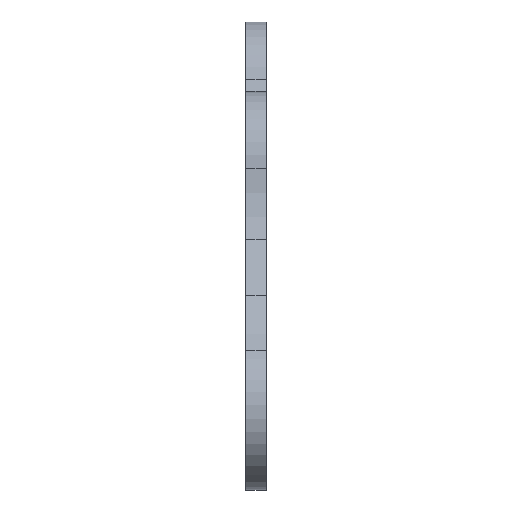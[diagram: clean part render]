
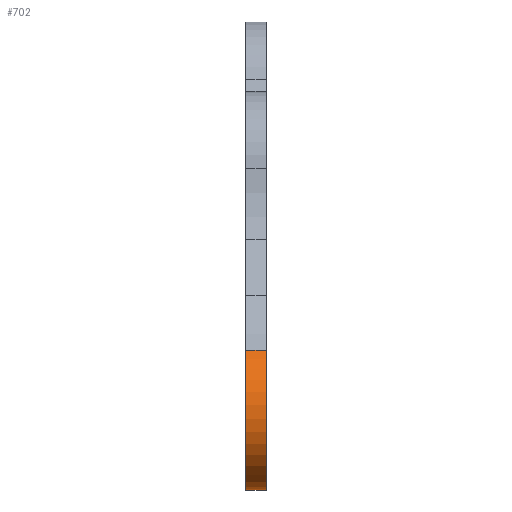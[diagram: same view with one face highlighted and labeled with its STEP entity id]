
A CAD part, front view. The second image highlights one B-rep face of the part: STEP entity #702.
In plain terms, the highlighted cylindrical face has radius 12.123 mm (diameter 24.245 mm), a partial arc.
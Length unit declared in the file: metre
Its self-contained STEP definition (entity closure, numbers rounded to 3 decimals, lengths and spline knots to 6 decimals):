
#33=LINE('',#1100,#68);
#34=LINE('',#1108,#69);
#68=VECTOR('',#867,1.);
#69=VECTOR('',#876,1.);
#110=ORIENTED_EDGE('',*,*,#298,.F.);
#111=ORIENTED_EDGE('',*,*,#296,.F.);
#112=ORIENTED_EDGE('',*,*,#299,.T.);
#113=ORIENTED_EDGE('',*,*,#300,.F.);
#296=EDGE_CURVE('',#389,#390,#33,.T.);
#298=EDGE_CURVE('',#390,#391,#459,.T.);
#299=EDGE_CURVE('',#389,#392,#460,.T.);
#300=EDGE_CURVE('',#391,#392,#34,.F.);
#389=VERTEX_POINT('',#1099);
#390=VERTEX_POINT('',#1101);
#391=VERTEX_POINT('',#1105);
#392=VERTEX_POINT('',#1107);
#459=CIRCLE('',#758,0.012123);
#460=CIRCLE('',#759,0.012123);
#518=EDGE_LOOP('',(#110,#111,#112,#113));
#595=FACE_BOUND('',#518,.T.);
#671=CYLINDRICAL_SURFACE('',#757,0.012123);
#702=ADVANCED_FACE('',(#595),#671,.T.);
#757=AXIS2_PLACEMENT_3D('',#1103,#870,#871);
#758=AXIS2_PLACEMENT_3D('',#1104,#872,#873);
#759=AXIS2_PLACEMENT_3D('',#1106,#874,#875);
#867=DIRECTION('',(-1.,0.,0.));
#870=DIRECTION('',(-1.,0.,0.));
#871=DIRECTION('',(0.,-0.208,-0.978));
#872=DIRECTION('',(-1.,0.,0.));
#873=DIRECTION('',(0.,0.208,0.978));
#874=DIRECTION('',(-1.,0.,0.));
#875=DIRECTION('',(0.,0.208,0.978));
#876=DIRECTION('',(-1.,0.,0.));
#1099=CARTESIAN_POINT('',(-0.018617,0.605648,-0.012992));
#1100=CARTESIAN_POINT('',(-0.015731,0.605648,-0.012992));
#1101=CARTESIAN_POINT('',(-0.021792,0.605648,-0.012992));
#1103=CARTESIAN_POINT('',(-0.015731,0.593525,-0.013006));
#1104=CARTESIAN_POINT('',(-0.021792,0.593525,-0.013006));
#1105=CARTESIAN_POINT('',(-0.021792,0.586479,-0.003141));
#1106=CARTESIAN_POINT('',(-0.018617,0.593525,-0.013006));
#1107=CARTESIAN_POINT('',(-0.018617,0.586479,-0.003141));
#1108=CARTESIAN_POINT('',(-0.015731,0.586479,-0.003141));
